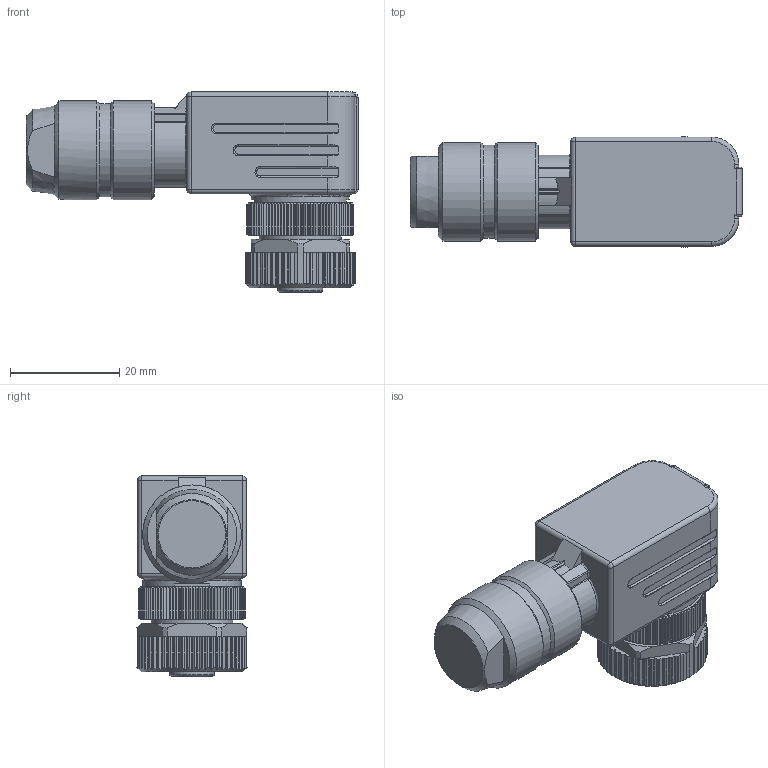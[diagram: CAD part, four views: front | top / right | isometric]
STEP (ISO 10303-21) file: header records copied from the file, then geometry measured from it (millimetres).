
FILE_DESCRIPTION(/* description */ (''),/* implementation_level */ '2;1');
FILE_NAME(/* name */ '99 1438 824 05 001_01.stp',/* time_stamp */ '2014-06-13T08:54:16+02:00',/* author */ (''),/* organization */ (''),/* preprocessor_version */ 'ST-DEVELOPER v14',/* originating_system */ 'SIEMENS PLM Software NX 8.0',/* authorisation */ '');
FILE_SCHEMA (('AP203_CONFIGURATION_CONTROLLED_3D_DESIGN_OF_MECHANICAL_PARTS_AND_ASSEMBLIES_MIM_LF { 1 0 10303 403 2 1 2}'));
Length unit declared in the file: millimetre
Products named in the file (1): cerl0FF8CFA23ekk
Bounding box: 60.9 x 20.2 x 36.7 mm (x, y, z)
Volume: 22268.6 mm3; surface area: 7150 mm2
Topology: 1 solids, 1 shells, 938 faces, 2282 edges, 1358 vertices
Faces by surface type: plane 403, cylinder 288, cone 212, torus 25, sphere 8, bspline 2
Full cylindrical faces by diameter (mm): 1.1 x5, 1.65 x4, 1.85 x1, 8.2 x1, 10.917 x1, 15 x1, 17.1 x1, 18 x1, 18.1 x2
Entity records: 29077 total; most frequent: CARTESIAN_POINT 8066, ORIENTED_EDGE 4474, DIRECTION 4227, EDGE_CURVE 2237, AXIS2_PLACEMENT_3D 1679, VERTEX_POINT 1348, EDGE_LOOP 985, ADVANCED_FACE 938
